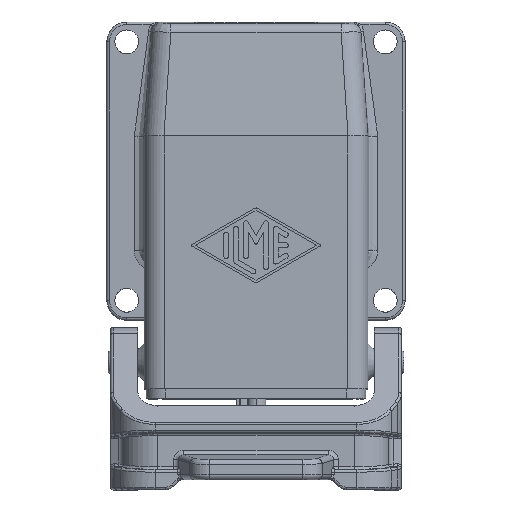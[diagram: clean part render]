
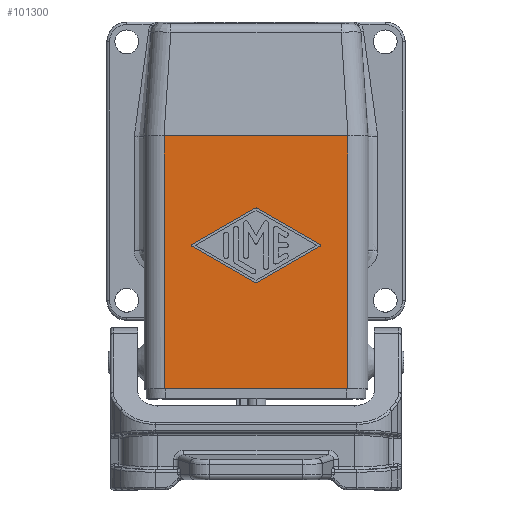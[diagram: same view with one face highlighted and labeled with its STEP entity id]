
A CAD part, top view. The second image highlights one B-rep face of the part: STEP entity #101300.
In plain terms, the highlighted planar face has unit normal (0, 0, 1).
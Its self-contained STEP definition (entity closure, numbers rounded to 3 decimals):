
#98920=CARTESIAN_POINT('',(78.049,43.081,105.9));
#98930=VERTEX_POINT('',#98920);
#99100=CARTESIAN_POINT('',(85.266,55.706,105.9));
#99110=VERTEX_POINT('',#99100);
#99140=CARTESIAN_POINT('',(85.408,55.955,105.9));
#99150=DIRECTION('',(-0.496,-0.868,0.));
#99160=VECTOR('',#99150,1.);
#99170=LINE('',#99140,#99160);
#99180=EDGE_CURVE('',#99110,#98930,#99170,.T.);
#100300=CARTESIAN_POINT('',(80.832,33.955,105.9));
#100310=DIRECTION('',(-0.,-0.,-1.));
#100320=DIRECTION('',(0.,-1.,0.));
#100330=AXIS2_PLACEMENT_3D('',#100300,#100310,#100320);
#100340=PLANE('',#100330);
#100350=CARTESIAN_POINT('',(77.832,68.705,105.9));
#100360=DIRECTION('',(0.,0.,1.));
#100370=DIRECTION('',(0.,1.,0.));
#100380=AXIS2_PLACEMENT_3D('',#100350,#100360,#100370);
#100390=CIRCLE('',#100380,0.25);
#100400=CARTESIAN_POINT('',(78.049,68.829,105.9));
#100410=VERTEX_POINT('',#100400);
#100420=CARTESIAN_POINT('',(77.615,68.829,105.9));
#100430=VERTEX_POINT('',#100420);
#100440=EDGE_CURVE('',#100410,#100430,#100390,.T.);
#100450=ORIENTED_EDGE('',*,*,#100440,.F.);
#100460=CARTESIAN_POINT('',(70.256,55.955,105.9));
#100470=DIRECTION('',(0.496,0.868,0.));
#100480=VECTOR('',#100470,1.);
#100490=LINE('',#100460,#100480);
#100500=CARTESIAN_POINT('',(70.398,56.203,105.9));
#100510=VERTEX_POINT('',#100500);
#100520=EDGE_CURVE('',#100510,#100430,#100490,.T.);
#100530=ORIENTED_EDGE('',*,*,#100520,.T.);
#100540=CARTESIAN_POINT('',(70.832,55.955,105.9));
#100550=DIRECTION('',(0.,0.,1.));
#100560=DIRECTION('',(0.,1.,0.));
#100570=AXIS2_PLACEMENT_3D('',#100540,#100550,#100560);
#100580=CIRCLE('',#100570,0.5);
#100590=CARTESIAN_POINT('',(70.398,55.706,105.9));
#100600=VERTEX_POINT('',#100590);
#100610=EDGE_CURVE('',#100510,#100600,#100580,.T.);
#100620=ORIENTED_EDGE('',*,*,#100610,.F.);
#100630=CARTESIAN_POINT('',(70.256,55.955,105.9));
#100640=DIRECTION('',(-0.496,0.868,-0.));
#100650=VECTOR('',#100640,1.);
#100660=LINE('',#100630,#100650);
#100670=CARTESIAN_POINT('',(77.614,43.081,105.9));
#100680=VERTEX_POINT('',#100670);
#100690=EDGE_CURVE('',#100680,#100600,#100660,.T.);
#100700=ORIENTED_EDGE('',*,*,#100690,.T.);
#100710=CARTESIAN_POINT('',(77.832,43.205,105.9));
#100720=DIRECTION('',(0.,0.,1.));
#100730=DIRECTION('',(0.,1.,0.));
#100740=AXIS2_PLACEMENT_3D('',#100710,#100720,#100730);
#100750=CIRCLE('',#100740,0.25);
#100760=EDGE_CURVE('',#100680,#98930,#100750,.T.);
#100770=ORIENTED_EDGE('',*,*,#100760,.F.);
#100780=ORIENTED_EDGE('',*,*,#99180,.T.);
#100790=CARTESIAN_POINT('',(84.832,55.955,105.9));
#100800=DIRECTION('',(0.,0.,1.));
#100810=DIRECTION('',(0.,1.,0.));
#100820=AXIS2_PLACEMENT_3D('',#100790,#100800,#100810);
#100830=CIRCLE('',#100820,0.5);
#100840=CARTESIAN_POINT('',(85.266,56.203,105.9));
#100850=VERTEX_POINT('',#100840);
#100860=EDGE_CURVE('',#99110,#100850,#100830,.T.);
#100870=ORIENTED_EDGE('',*,*,#100860,.F.);
#100880=CARTESIAN_POINT('',(85.408,55.955,105.9));
#100890=DIRECTION('',(0.496,-0.868,0.));
#100900=VECTOR('',#100890,1.);
#100910=LINE('',#100880,#100900);
#100920=EDGE_CURVE('',#100410,#100850,#100910,.T.);
#100930=ORIENTED_EDGE('',*,*,#100920,.T.);
#100940=EDGE_LOOP('',(#100930,#100870,#100780,#100770,#100700,#100620,
#100530,#100450));
#100950=FACE_BOUND('',#100940,.T.);
#100960=CARTESIAN_POINT('',(55.832,55.955,105.9));
#100970=DIRECTION('',(0.,1.,0.));
#100980=VECTOR('',#100970,1.);
#100990=LINE('',#100960,#100980);
#101000=CARTESIAN_POINT('',(55.832,37.455,105.9));
#101010=VERTEX_POINT('',#101000);
#101020=CARTESIAN_POINT('',(55.832,74.455,105.9));
#101030=VERTEX_POINT('',#101020);
#101040=EDGE_CURVE('',#101010,#101030,#100990,.T.);
#101050=ORIENTED_EDGE('',*,*,#101040,.F.);
#101060=CARTESIAN_POINT('',(33.831,74.455,105.9));
#101070=DIRECTION('',(-1.,0.,0.));
#101080=VECTOR('',#101070,1.);
#101090=LINE('',#101060,#101080);
#101100=CARTESIAN_POINT('',(106.732,74.455,105.9));
#101110=VERTEX_POINT('',#101100);
#101120=EDGE_CURVE('',#101110,#101030,#101090,.T.);
#101130=ORIENTED_EDGE('',*,*,#101120,.T.);
#101140=CARTESIAN_POINT('',(106.732,55.955,105.9));
#101150=DIRECTION('',(0.,-1.,0.));
#101160=VECTOR('',#101150,1.);
#101170=LINE('',#101140,#101160);
#101180=CARTESIAN_POINT('',(106.732,37.455,105.9));
#101190=VERTEX_POINT('',#101180);
#101200=EDGE_CURVE('',#101110,#101190,#101170,.T.);
#101210=ORIENTED_EDGE('',*,*,#101200,.F.);
#101220=CARTESIAN_POINT('',(33.831,37.455,105.9));
#101230=DIRECTION('',(-1.,0.,0.));
#101240=VECTOR('',#101230,1.);
#101250=LINE('',#101220,#101240);
#101260=EDGE_CURVE('',#101190,#101010,#101250,.T.);
#101270=ORIENTED_EDGE('',*,*,#101260,.F.);
#101280=EDGE_LOOP('',(#101270,#101210,#101130,#101050));
#101290=FACE_OUTER_BOUND('',#101280,.T.);
#101300=ADVANCED_FACE('',(#100950,#101290),#100340,.F.);
